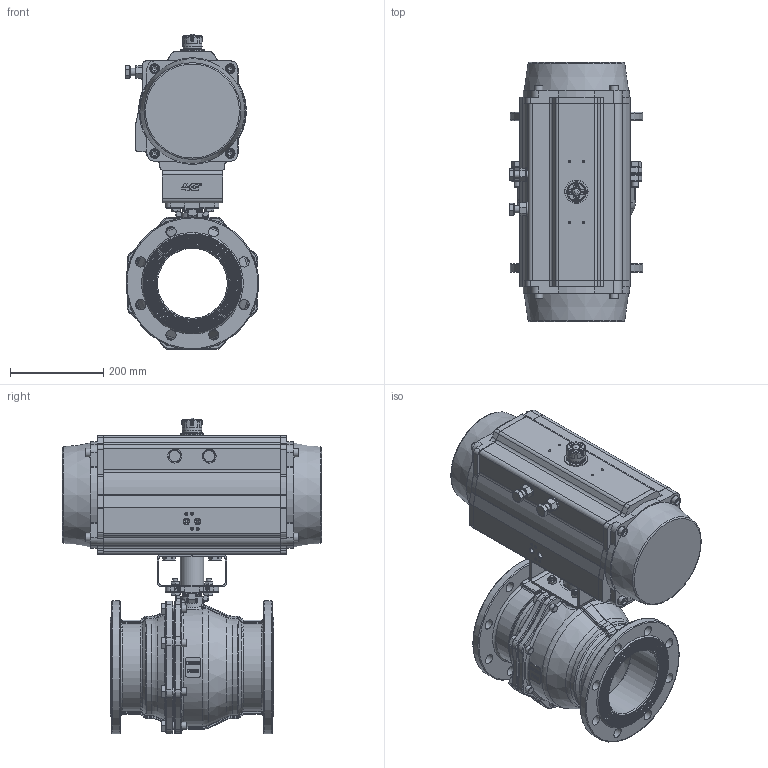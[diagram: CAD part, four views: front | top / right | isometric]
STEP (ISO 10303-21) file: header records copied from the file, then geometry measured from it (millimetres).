
FILE_DESCRIPTION(/* description */ ('Unknown'),/* implementation_level */ '2;1');
FILE_NAME(/* name */ 'PE11 0920-14',/* time_stamp */ '2025-02-24T11:16:55+01:00',/* author */ ('Unknown'),/* organization */ ('Unknown'),/* preprocessor_version */ 'ST-DEVELOPER v19.4',/* originating_system */ 'Solid Edge',/* authorisation */ 'Unknown');
FILE_SCHEMA (('AUTOMOTIVE_DESIGN {1 0 10303 214 3 1 1}'));
Products named in the file (31): PE11 0920-14; 920-14; MV-24D DN150 CAP; MV-24D DN150 BODY; Nut; MV-24D DN200 Bolt; Nut Stopper; Bellevlle Washer; MV-24D DN150 STEM; DIN 933 M10x30 A2-70 BLK_EDST; 49899021_Brücke F14-F10 Höhe 70; PD12_PE11; VT210XC-01倰第; VT210-03 怀堤粣 3D; VT210-8 囀菜え; VT210-9 俋菜え; VT210-10 踢扽菜え; VT210-4 傷裔; 噩砃VT210-4 傷裔; M16X90_ISO 4016 - M16 x 80 x 80-WN; hex nut gradec_din_Hexagon Nut ISO 4034 - M16 - N; plain washers-n series-grade a gb_GB_FASTENER_WASHER_PWNA 16; circlips for shaft--type a large gb_GB_CONNECTING_PIECE_RING_RRA 36; socket head cap screw_din_DIN 912 M12 x 50 --- 50N; Optische Anzeige; ______; ________(___________; cup head nib bolts with large head gb_GB_FASTENER_BOLT_CHNBW M6X25-N; WUERTH 032210 15 hexagonal nut DIN 934  M10 A2 BLK_EDST; M16x30; 49860600_Spindeladapter SW36xx36x35_Tasche SW22x22x19,5_BL.102_ø50
Assembly tree (61 placements, depth 4):
  PE11 0920-14
    920-14
      MV-24D DN150 CAP
      MV-24D DN150 BODY
      Nut
      MV-24D DN200 Bolt  x8
      Nut Stopper
      Bellevlle Washer  x2
      MV-24D DN150 STEM
    DIN 933 M10x30 A2-70 BLK_EDST  x4
    49899021_Brücke F14-F10 Höhe 70
    PD12_PE11
      VT210XC-01倰第
      VT210-03 怀堤粣 3D
      VT210-8 囀菜え
      VT210-9 俋菜え
      VT210-10 踢扽菜え
      VT210-4 傷裔
      噩砃VT210-4 傷裔
      M16X90_ISO 4016 - M16 x 80 x 80-WN  x2
      hex nut gradec_din_Hexagon Nut ISO 4034 - M16 - N  x2
      plain washers-n series-grade a gb_GB_FASTENER_WASHER_PWNA 16  x2
      circlips for shaft--type a large gb_GB_CONNECTING_PIECE_RING_RRA 36  x2
      socket head cap screw_din_DIN 912 M12 x 50 --- 50N  x8
      Optische Anzeige
        ______
        ________(___________  x4
        cup head nib bolts with large head gb_GB_FASTENER_BOLT_CHNBW M6X25-N
    WUERTH 032210 15 hexagonal nut DIN 934  M10 A2 BLK_EDST  x4
    M16x30  x4
    49860600_Spindeladapter SW36xx36x35_Tasche SW22x22x19,5_BL.102_ø50
Bounding box: 286.75 x 556 x 676.9 mm (x, y, z)
Volume: 16366157.8 mm3; surface area: 2250803 mm2
Topology: 58 solids, 58 shells, 2813 faces, 6845 edges, 4268 vertices
Faces by surface type: plane 1188, cylinder 730, bspline 335, cone 315, torus 234, sphere 11
Full cylindrical faces by diameter (mm): 2.5 x4, 3 x16, 3.3 x8, 4.2 x8, 4.66 x1, 4.917 x1, 5 x4, 6 x9, 6.2 x1, 8.376 x4, 10 x5, 10.2 x8, 11 x4, 11.8 x2, 12 x8, 12.3 x8, 13.5 x8, 14 x4, 14.5 x4, 15.5 x8, 16 x16, 17 x10, 18 x8, 21 x8, 22 x18, 22.8 x1, 24 x2, 27 x4, 27.2 x1, 28 x2
Entity records: 92387 total; most frequent: CARTESIAN_POINT 44218, DIRECTION 9367, ORIENTED_EDGE 9354, EDGE_CURVE 4677, AXIS2_PLACEMENT_3D 3651, VERTEX_POINT 3185, FACE_BOUND 2868, EDGE_LOOP 2843
